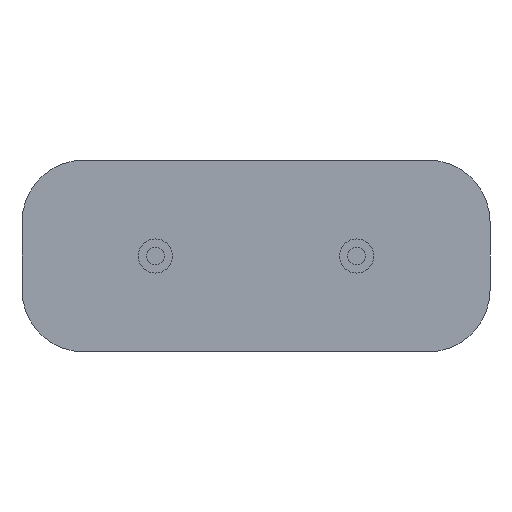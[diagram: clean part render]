
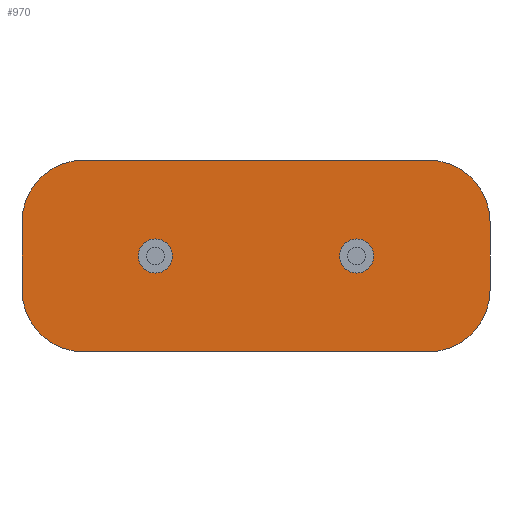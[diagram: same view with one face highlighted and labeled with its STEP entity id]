
A CAD part, front view. The second image highlights one B-rep face of the part: STEP entity #970.
In plain terms, the highlighted planar face has unit normal (0, -1, 0).
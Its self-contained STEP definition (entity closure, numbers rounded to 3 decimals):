
#10 = DIRECTION ( 'NONE',  ( 0., 0., -1. ) ) ;
#52 = VERTEX_POINT ( 'NONE', #1465 ) ;
#59 = LINE ( 'NONE', #1786, #3362 ) ;
#91 = DIRECTION ( 'NONE',  ( 1., 0., 0. ) ) ;
#175 = ORIENTED_EDGE ( 'NONE', *, *, #3989, .F. ) ;
#209 = CARTESIAN_POINT ( 'NONE',  ( -2.44, 0., -0.415 ) ) ;
#242 = EDGE_CURVE ( 'NONE', #2563, #4984, #1947, .T. ) ;
#251 = CARTESIAN_POINT ( 'NONE',  ( 5.675, 0., 0.825 ) ) ;
#298 = EDGE_LOOP ( 'NONE', ( #5188, #3648 ) ) ;
#396 = EDGE_LOOP ( 'NONE', ( #455, #175 ) ) ;
#455 = ORIENTED_EDGE ( 'NONE', *, *, #1313, .F. ) ;
#515 = VERTEX_POINT ( 'NONE', #5038 ) ;
#546 = CARTESIAN_POINT ( 'NONE',  ( 4.175, 0., -2.325 ) ) ;
#635 = ORIENTED_EDGE ( 'NONE', *, *, #2319, .F. ) ;
#651 = EDGE_CURVE ( 'NONE', #5422, #935, #2667, .T. ) ;
#676 = DIRECTION ( 'NONE',  ( 0., 0., 1. ) ) ;
#781 = DIRECTION ( 'NONE',  ( 0., 1., 0. ) ) ;
#807 = CIRCLE ( 'NONE', #4551, 0.415 ) ;
#824 = PLANE ( 'NONE',  #1958 ) ;
#840 = DIRECTION ( 'NONE',  ( 0., 0., -1. ) ) ;
#895 = DIRECTION ( 'NONE',  ( 0., 0., 1. ) ) ;
#935 = VERTEX_POINT ( 'NONE', #1923 ) ;
#967 = CARTESIAN_POINT ( 'NONE',  ( 5.675, 0., -0.825 ) ) ;
#970 = ADVANCED_FACE ( 'NONE', ( #2569, #4200, #5045 ), #824, .F. ) ;
#1131 = EDGE_LOOP ( 'NONE', ( #1549, #1363, #3853, #1280, #5255, #3931, #2061, #635 ) ) ;
#1164 = CIRCLE ( 'NONE', #4999, 0.415 ) ;
#1229 = DIRECTION ( 'NONE',  ( 0., 1., 0. ) ) ;
#1239 = EDGE_CURVE ( 'NONE', #52, #515, #807, .T. ) ;
#1280 = ORIENTED_EDGE ( 'NONE', *, *, #1417, .F. ) ;
#1283 = DIRECTION ( 'NONE',  ( 0., -1., 0. ) ) ;
#1287 = CARTESIAN_POINT ( 'NONE',  ( -2.44, 0., 0. ) ) ;
#1313 = EDGE_CURVE ( 'NONE', #1527, #2275, #1164, .T. ) ;
#1353 = CARTESIAN_POINT ( 'NONE',  ( -4.175, 0., 0.825 ) ) ;
#1363 = ORIENTED_EDGE ( 'NONE', *, *, #2545, .F. ) ;
#1389 = CIRCLE ( 'NONE', #2107, 1.5 ) ;
#1408 = CARTESIAN_POINT ( 'NONE',  ( -2.44, 0., 0.415 ) ) ;
#1417 = EDGE_CURVE ( 'NONE', #3289, #5422, #4018, .T. ) ;
#1440 = VERTEX_POINT ( 'NONE', #4377 ) ;
#1465 = CARTESIAN_POINT ( 'NONE',  ( 2.44, 0., -0.415 ) ) ;
#1527 = VERTEX_POINT ( 'NONE', #209 ) ;
#1549 = ORIENTED_EDGE ( 'NONE', *, *, #2651, .F. ) ;
#1552 = CARTESIAN_POINT ( 'NONE',  ( 2.44, 0., 0. ) ) ;
#1575 = VECTOR ( 'NONE', #3123, 1000. ) ;
#1625 = DIRECTION ( 'NONE',  ( 0., -1., 0. ) ) ;
#1643 = DIRECTION ( 'NONE',  ( 0., 0., 1. ) ) ;
#1786 = CARTESIAN_POINT ( 'NONE',  ( 4.175, 0., 2.325 ) ) ;
#1923 = CARTESIAN_POINT ( 'NONE',  ( -4.175, 0., 2.325 ) ) ;
#1932 = EDGE_CURVE ( 'NONE', #5331, #3289, #5366, .T. ) ;
#1937 = DIRECTION ( 'NONE',  ( 0., 0., -1. ) ) ;
#1947 = CIRCLE ( 'NONE', #4003, 1.5 ) ;
#1958 = AXIS2_PLACEMENT_3D ( 'NONE', #3005, #5533, #1643 ) ;
#2061 = ORIENTED_EDGE ( 'NONE', *, *, #242, .F. ) ;
#2107 = AXIS2_PLACEMENT_3D ( 'NONE', #4062, #5356, #2348 ) ;
#2139 = AXIS2_PLACEMENT_3D ( 'NONE', #1353, #4432, #3928 ) ;
#2269 = AXIS2_PLACEMENT_3D ( 'NONE', #2548, #1283, #10 ) ;
#2275 = VERTEX_POINT ( 'NONE', #1408 ) ;
#2319 = EDGE_CURVE ( 'NONE', #2666, #2563, #4942, .T. ) ;
#2348 = DIRECTION ( 'NONE',  ( 0., 0., 1. ) ) ;
#2396 = DIRECTION ( 'NONE',  ( 0., 0., -1. ) ) ;
#2439 = DIRECTION ( 'NONE',  ( 0., 0., -1. ) ) ;
#2469 = CARTESIAN_POINT ( 'NONE',  ( 2.44, 0., 0. ) ) ;
#2513 = EDGE_CURVE ( 'NONE', #4984, #5331, #2735, .T. ) ;
#2545 = EDGE_CURVE ( 'NONE', #935, #1440, #59, .T. ) ;
#2548 = CARTESIAN_POINT ( 'NONE',  ( -2.44, 0., 0. ) ) ;
#2563 = VERTEX_POINT ( 'NONE', #967 ) ;
#2569 = FACE_BOUND ( 'NONE', #396, .T. ) ;
#2651 = EDGE_CURVE ( 'NONE', #1440, #2666, #1389, .T. ) ;
#2666 = VERTEX_POINT ( 'NONE', #251 ) ;
#2667 = CIRCLE ( 'NONE', #2139, 1.5 ) ;
#2735 = LINE ( 'NONE', #546, #1575 ) ;
#2780 = DIRECTION ( 'NONE',  ( 0., -1., 0. ) ) ;
#2974 = CARTESIAN_POINT ( 'NONE',  ( -5.675, 0., -0.825 ) ) ;
#3005 = CARTESIAN_POINT ( 'NONE',  ( 4.175, 0., 0.825 ) ) ;
#3017 = EDGE_CURVE ( 'NONE', #515, #52, #4327, .T. ) ;
#3123 = DIRECTION ( 'NONE',  ( -1., 0., 0. ) ) ;
#3289 = VERTEX_POINT ( 'NONE', #2974 ) ;
#3362 = VECTOR ( 'NONE', #91, 1000. ) ;
#3473 = CARTESIAN_POINT ( 'NONE',  ( -5.675, 0., 0.825 ) ) ;
#3648 = ORIENTED_EDGE ( 'NONE', *, *, #3017, .F. ) ;
#3667 = CARTESIAN_POINT ( 'NONE',  ( 5.675, 0., 0.825 ) ) ;
#3680 = AXIS2_PLACEMENT_3D ( 'NONE', #4604, #781, #676 ) ;
#3688 = CIRCLE ( 'NONE', #2269, 0.415 ) ;
#3726 = VECTOR ( 'NONE', #2439, 1000. ) ;
#3853 = ORIENTED_EDGE ( 'NONE', *, *, #651, .F. ) ;
#3857 = CARTESIAN_POINT ( 'NONE',  ( -4.175, 0., -2.325 ) ) ;
#3928 = DIRECTION ( 'NONE',  ( 0., 0., -1. ) ) ;
#3931 = ORIENTED_EDGE ( 'NONE', *, *, #2513, .F. ) ;
#3981 = AXIS2_PLACEMENT_3D ( 'NONE', #1552, #2780, #2396 ) ;
#3989 = EDGE_CURVE ( 'NONE', #2275, #1527, #3688, .T. ) ;
#4003 = AXIS2_PLACEMENT_3D ( 'NONE', #5521, #1229, #895 ) ;
#4018 = LINE ( 'NONE', #3473, #4640 ) ;
#4062 = CARTESIAN_POINT ( 'NONE',  ( 4.175, 0., 0.825 ) ) ;
#4184 = DIRECTION ( 'NONE',  ( 0., -1., 0. ) ) ;
#4200 = FACE_BOUND ( 'NONE', #298, .T. ) ;
#4327 = CIRCLE ( 'NONE', #3981, 0.415 ) ;
#4377 = CARTESIAN_POINT ( 'NONE',  ( 4.175, 0., 2.325 ) ) ;
#4432 = DIRECTION ( 'NONE',  ( 0., 1., 0. ) ) ;
#4551 = AXIS2_PLACEMENT_3D ( 'NONE', #2469, #1625, #1937 ) ;
#4604 = CARTESIAN_POINT ( 'NONE',  ( -4.175, 0., -0.825 ) ) ;
#4640 = VECTOR ( 'NONE', #5175, 1000. ) ;
#4843 = CARTESIAN_POINT ( 'NONE',  ( -5.675, 0., 0.825 ) ) ;
#4942 = LINE ( 'NONE', #3667, #3726 ) ;
#4984 = VERTEX_POINT ( 'NONE', #5412 ) ;
#4999 = AXIS2_PLACEMENT_3D ( 'NONE', #1287, #4184, #840 ) ;
#5038 = CARTESIAN_POINT ( 'NONE',  ( 2.44, 0., 0.415 ) ) ;
#5045 = FACE_OUTER_BOUND ( 'NONE', #1131, .T. ) ;
#5175 = DIRECTION ( 'NONE',  ( 0., 0., 1. ) ) ;
#5188 = ORIENTED_EDGE ( 'NONE', *, *, #1239, .F. ) ;
#5255 = ORIENTED_EDGE ( 'NONE', *, *, #1932, .F. ) ;
#5331 = VERTEX_POINT ( 'NONE', #3857 ) ;
#5356 = DIRECTION ( 'NONE',  ( 0., 1., 0. ) ) ;
#5366 = CIRCLE ( 'NONE', #3680, 1.5 ) ;
#5412 = CARTESIAN_POINT ( 'NONE',  ( 4.175, 0., -2.325 ) ) ;
#5422 = VERTEX_POINT ( 'NONE', #4843 ) ;
#5521 = CARTESIAN_POINT ( 'NONE',  ( 4.175, 0., -0.825 ) ) ;
#5533 = DIRECTION ( 'NONE',  ( 0., 1., 0. ) ) ;
